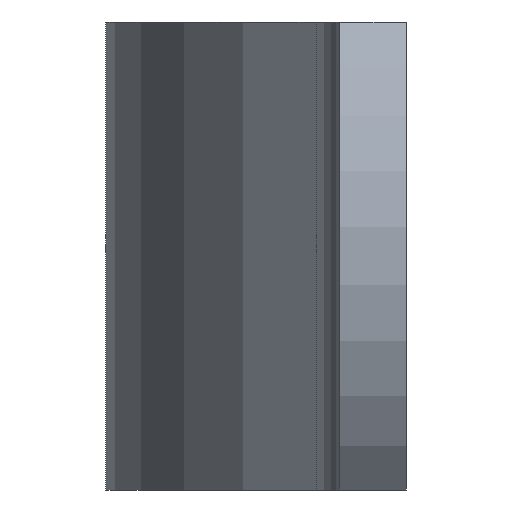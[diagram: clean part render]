
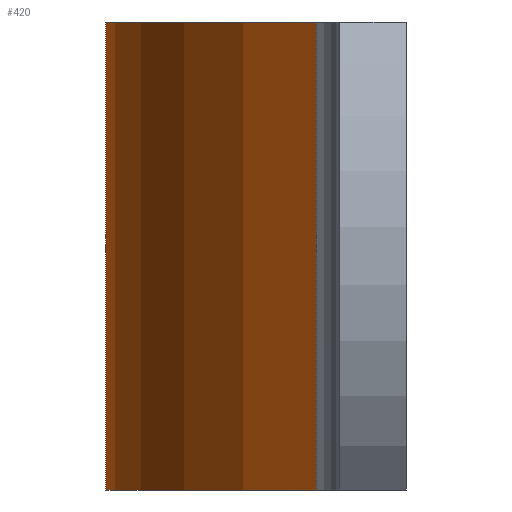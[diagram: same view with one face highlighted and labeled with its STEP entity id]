
A CAD part, left-side view. The second image highlights one B-rep face of the part: STEP entity #420.
In plain terms, the highlighted cylindrical face has radius 9 mm (diameter 18 mm), a partial arc.
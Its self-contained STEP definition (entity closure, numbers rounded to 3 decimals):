
#4 = CIRCLE ( 'NONE', #58, 9. ) ;
#10 = VECTOR ( 'NONE', #145, 1000. ) ;
#27 = EDGE_CURVE ( 'NONE', #76, #66, #168, .T. ) ;
#36 = DIRECTION ( 'NONE',  ( 1., 0., 0. ) ) ;
#38 = EDGE_LOOP ( 'NONE', ( #385, #161, #405, #156 ) ) ;
#47 = CARTESIAN_POINT ( 'NONE',  ( 0., -4.5, 7. ) ) ;
#58 = AXIS2_PLACEMENT_3D ( 'NONE', #174, #526, #36 ) ;
#66 = VERTEX_POINT ( 'NONE', #447 ) ;
#76 = VERTEX_POINT ( 'NONE', #509 ) ;
#110 = CIRCLE ( 'NONE', #515, 9. ) ;
#111 = CARTESIAN_POINT ( 'NONE',  ( -6.839, 1.35, 7. ) ) ;
#141 = VERTEX_POINT ( 'NONE', #461 ) ;
#144 = CYLINDRICAL_SURFACE ( 'NONE', #601, 9. ) ;
#145 = DIRECTION ( 'NONE',  ( 0., 0., -1. ) ) ;
#156 = ORIENTED_EDGE ( 'NONE', *, *, #236, .T. ) ;
#161 = ORIENTED_EDGE ( 'NONE', *, *, #27, .F. ) ;
#168 = LINE ( 'NONE', #111, #414 ) ;
#169 = FACE_OUTER_BOUND ( 'NONE', #38, .T. ) ;
#171 = EDGE_CURVE ( 'NONE', #569, #76, #110, .T. ) ;
#174 = CARTESIAN_POINT ( 'NONE',  ( 0., -4.5, 0. ) ) ;
#199 = LINE ( 'NONE', #494, #10 ) ;
#226 = DIRECTION ( 'NONE',  ( 0., 0., -1. ) ) ;
#236 = EDGE_CURVE ( 'NONE', #569, #141, #199, .T. ) ;
#252 = DIRECTION ( 'NONE',  ( 1., 0., 0. ) ) ;
#346 = DIRECTION ( 'NONE',  ( 0., 0., 1. ) ) ;
#347 = CARTESIAN_POINT ( 'NONE',  ( 0., -4.5, 7. ) ) ;
#352 = DIRECTION ( 'NONE',  ( 0., 0., -1. ) ) ;
#373 = DIRECTION ( 'NONE',  ( -1., 0., 0. ) ) ;
#385 = ORIENTED_EDGE ( 'NONE', *, *, #523, .T. ) ;
#405 = ORIENTED_EDGE ( 'NONE', *, *, #171, .F. ) ;
#414 = VECTOR ( 'NONE', #352, 1000. ) ;
#420 = ADVANCED_FACE ( 'NONE', ( #169 ), #144, .T. ) ;
#446 = CARTESIAN_POINT ( 'NONE',  ( 6.839, 1.35, 7. ) ) ;
#447 = CARTESIAN_POINT ( 'NONE',  ( -6.839, 1.35, 0. ) ) ;
#461 = CARTESIAN_POINT ( 'NONE',  ( 6.839, 1.35, 0. ) ) ;
#494 = CARTESIAN_POINT ( 'NONE',  ( 6.839, 1.35, 7. ) ) ;
#509 = CARTESIAN_POINT ( 'NONE',  ( -6.839, 1.35, 7. ) ) ;
#515 = AXIS2_PLACEMENT_3D ( 'NONE', #347, #346, #252 ) ;
#523 = EDGE_CURVE ( 'NONE', #141, #66, #4, .T. ) ;
#526 = DIRECTION ( 'NONE',  ( 0., 0., 1. ) ) ;
#569 = VERTEX_POINT ( 'NONE', #446 ) ;
#601 = AXIS2_PLACEMENT_3D ( 'NONE', #47, #226, #373 ) ;
